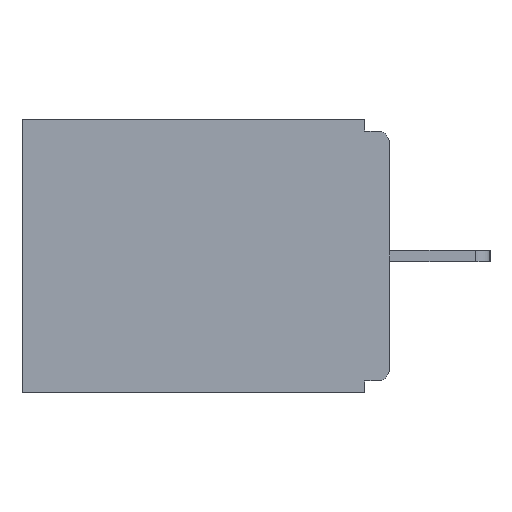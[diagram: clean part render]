
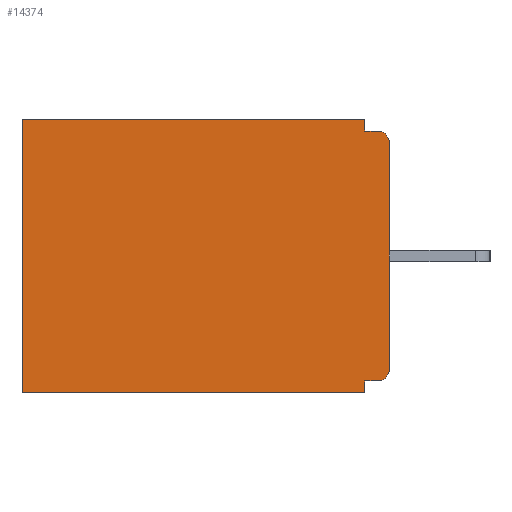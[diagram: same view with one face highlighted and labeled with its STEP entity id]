
A CAD part, left-side view. The second image highlights one B-rep face of the part: STEP entity #14374.
In plain terms, the highlighted planar face has unit normal (-1, 0, 0).
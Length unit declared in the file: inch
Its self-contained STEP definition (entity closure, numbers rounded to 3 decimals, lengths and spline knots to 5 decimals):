
#200 = DIRECTION ( 'NONE',  ( 0., 0., -1. ) ) ;
#301 = PLANE ( 'NONE',  #12937 ) ;
#804 = DIRECTION ( 'NONE',  ( 0., 1., 0. ) ) ;
#1407 = ORIENTED_EDGE ( 'NONE', *, *, #6086, .T. ) ;
#1545 = CARTESIAN_POINT ( 'NONE',  ( 0.298, 0.031, -0.015 ) ) ;
#1826 = VERTEX_POINT ( 'NONE', #5958 ) ;
#2195 = DIRECTION ( 'NONE',  ( 0., 1., 0. ) ) ;
#2227 = EDGE_CURVE ( 'NONE', #15975, #17185, #7110, .T. ) ;
#2243 = VECTOR ( 'NONE', #2195, 39.37008 ) ;
#2341 = CARTESIAN_POINT ( 'NONE',  ( 0.298, 0., 0. ) ) ;
#2346 = CARTESIAN_POINT ( 'NONE',  ( 0.298, 0., -0.328 ) ) ;
#2448 = VERTEX_POINT ( 'NONE', #11277 ) ;
#2522 = EDGE_CURVE ( 'NONE', #15281, #13968, #8281, .T. ) ;
#3215 = CARTESIAN_POINT ( 'NONE',  ( 0.298, 0., -0.343 ) ) ;
#3297 = CARTESIAN_POINT ( 'NONE',  ( 0.298, 0.015, -0.03 ) ) ;
#3599 = CARTESIAN_POINT ( 'NONE',  ( 0.298, 0.031, -0.343 ) ) ;
#3662 = VERTEX_POINT ( 'NONE', #9349 ) ;
#3954 = LINE ( 'NONE', #19432, #2243 ) ;
#4061 = EDGE_CURVE ( 'NONE', #15975, #3662, #7134, .T. ) ;
#4384 = VERTEX_POINT ( 'NONE', #15747 ) ;
#4893 = VERTEX_POINT ( 'NONE', #6559 ) ;
#5184 = CARTESIAN_POINT ( 'NONE',  ( 0.298, 0.031, -0.343 ) ) ;
#5958 = CARTESIAN_POINT ( 'NONE',  ( 0.298, 0.015, -0.328 ) ) ;
#6079 = CARTESIAN_POINT ( 'NONE',  ( 0.298, 0., -0.03 ) ) ;
#6086 = EDGE_CURVE ( 'NONE', #1826, #17185, #18735, .T. ) ;
#6123 = EDGE_CURVE ( 'NONE', #4384, #2448, #3954, .T. ) ;
#6559 = CARTESIAN_POINT ( 'NONE',  ( 0.298, 0.031, -0.328 ) ) ;
#6960 = DIRECTION ( 'NONE',  ( 0., 0., -1. ) ) ;
#7110 = LINE ( 'NONE', #2341, #15534 ) ;
#7134 = CIRCLE ( 'NONE', #20283, 0.015 ) ;
#7245 = EDGE_CURVE ( 'NONE', #4384, #10843, #8063, .T. ) ;
#7356 = DIRECTION ( 'NONE',  ( 0., -1., 0. ) ) ;
#7363 = ORIENTED_EDGE ( 'NONE', *, *, #13652, .F. ) ;
#8063 = LINE ( 'NONE', #3599, #16377 ) ;
#8281 = LINE ( 'NONE', #3215, #14584 ) ;
#8553 = ORIENTED_EDGE ( 'NONE', *, *, #2522, .F. ) ;
#8602 = ORIENTED_EDGE ( 'NONE', *, *, #4061, .T. ) ;
#8682 = EDGE_CURVE ( 'NONE', #1826, #4893, #10323, .T. ) ;
#9213 = EDGE_CURVE ( 'NONE', #2448, #13968, #13985, .T. ) ;
#9349 = CARTESIAN_POINT ( 'NONE',  ( 0.298, 0.015, -0.015 ) ) ;
#9542 = AXIS2_PLACEMENT_3D ( 'NONE', #10164, #11514, #6960 ) ;
#9603 = ORIENTED_EDGE ( 'NONE', *, *, #8682, .F. ) ;
#9605 = DIRECTION ( 'NONE',  ( -1., 0., 0. ) ) ;
#10164 = CARTESIAN_POINT ( 'NONE',  ( 0.298, 0.015, -0.313 ) ) ;
#10323 = LINE ( 'NONE', #2346, #14009 ) ;
#10452 = LINE ( 'NONE', #19517, #17161 ) ;
#10843 = VERTEX_POINT ( 'NONE', #1545 ) ;
#11003 = CARTESIAN_POINT ( 'NONE',  ( 0.298, 0.46, 0. ) ) ;
#11277 = CARTESIAN_POINT ( 'NONE',  ( 0.298, 0.46, 0. ) ) ;
#11340 = ORIENTED_EDGE ( 'NONE', *, *, #6123, .T. ) ;
#11368 = LINE ( 'NONE', #18898, #14796 ) ;
#11514 = DIRECTION ( 'NONE',  ( -1., 0., 0. ) ) ;
#12140 = ORIENTED_EDGE ( 'NONE', *, *, #18381, .F. ) ;
#12481 = CARTESIAN_POINT ( 'NONE',  ( 0.298, 0., -0.313 ) ) ;
#12937 = AXIS2_PLACEMENT_3D ( 'NONE', #13109, #17834, #14656 ) ;
#13025 = EDGE_LOOP ( 'NONE', ( #8602, #7363, #16933, #11340, #18578, #8553, #12140, #9603, #1407, #19124 ) ) ;
#13109 = CARTESIAN_POINT ( 'NONE',  ( 0.298, 0., 0. ) ) ;
#13652 = EDGE_CURVE ( 'NONE', #10843, #3662, #10452, .T. ) ;
#13968 = VERTEX_POINT ( 'NONE', #14359 ) ;
#13985 = LINE ( 'NONE', #11003, #20274 ) ;
#14009 = VECTOR ( 'NONE', #804, 39.37008 ) ;
#14092 = DIRECTION ( 'NONE',  ( 0., 0., -1. ) ) ;
#14359 = CARTESIAN_POINT ( 'NONE',  ( 0.298, 0.46, -0.343 ) ) ;
#14374 = ADVANCED_FACE ( 'NONE', ( #19087 ), #301, .F. ) ;
#14577 = DIRECTION ( 'NONE',  ( 0., 1., 0. ) ) ;
#14584 = VECTOR ( 'NONE', #14577, 39.37008 ) ;
#14656 = DIRECTION ( 'NONE',  ( 0., 0., -1. ) ) ;
#14796 = VECTOR ( 'NONE', #15902, 39.37008 ) ;
#15281 = VERTEX_POINT ( 'NONE', #5184 ) ;
#15534 = VECTOR ( 'NONE', #18234, 39.37008 ) ;
#15747 = CARTESIAN_POINT ( 'NONE',  ( 0.298, 0.031, 0. ) ) ;
#15902 = DIRECTION ( 'NONE',  ( 0., 0., -1. ) ) ;
#15975 = VERTEX_POINT ( 'NONE', #6079 ) ;
#15978 = DIRECTION ( 'NONE',  ( 0., 0., -1. ) ) ;
#16377 = VECTOR ( 'NONE', #200, 39.37008 ) ;
#16933 = ORIENTED_EDGE ( 'NONE', *, *, #7245, .F. ) ;
#17161 = VECTOR ( 'NONE', #7356, 39.37008 ) ;
#17185 = VERTEX_POINT ( 'NONE', #12481 ) ;
#17834 = DIRECTION ( 'NONE',  ( 1., 0., 0. ) ) ;
#18234 = DIRECTION ( 'NONE',  ( 0., 0., -1. ) ) ;
#18381 = EDGE_CURVE ( 'NONE', #4893, #15281, #11368, .T. ) ;
#18578 = ORIENTED_EDGE ( 'NONE', *, *, #9213, .T. ) ;
#18735 = CIRCLE ( 'NONE', #9542, 0.015 ) ;
#18898 = CARTESIAN_POINT ( 'NONE',  ( 0.298, 0.031, -0.343 ) ) ;
#19087 = FACE_OUTER_BOUND ( 'NONE', #13025, .T. ) ;
#19124 = ORIENTED_EDGE ( 'NONE', *, *, #2227, .F. ) ;
#19432 = CARTESIAN_POINT ( 'NONE',  ( 0.298, 0., 0. ) ) ;
#19517 = CARTESIAN_POINT ( 'NONE',  ( 0.298, 0., -0.015 ) ) ;
#20274 = VECTOR ( 'NONE', #14092, 39.37008 ) ;
#20283 = AXIS2_PLACEMENT_3D ( 'NONE', #3297, #9605, #15978 ) ;
